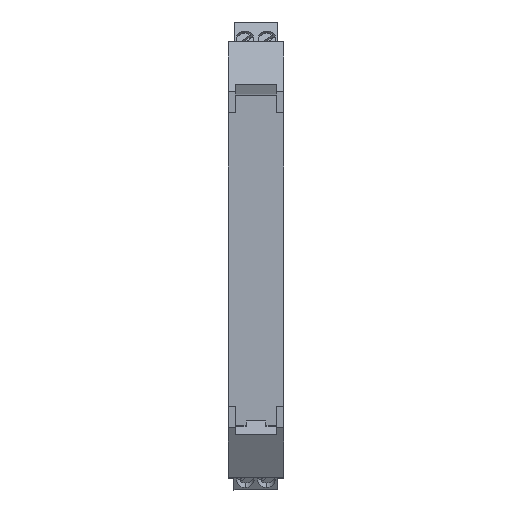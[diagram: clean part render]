
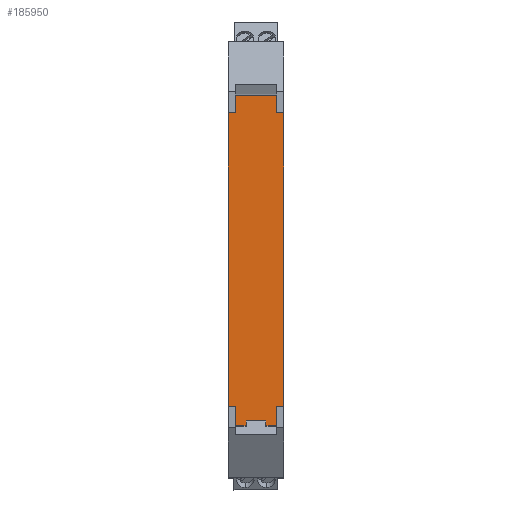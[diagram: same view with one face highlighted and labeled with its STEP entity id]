
A CAD part, top view. The second image highlights one B-rep face of the part: STEP entity #185950.
In plain terms, the highlighted planar face has unit normal (0, 0, 1).
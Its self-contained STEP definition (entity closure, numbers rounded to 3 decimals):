
#102100=CARTESIAN_POINT('',(12.6,16.18,
113.7));
#102110=VERTEX_POINT('',#102100);
#102510=CARTESIAN_POINT('',(12.6,82.826,
113.7));
#102520=VERTEX_POINT('',#102510);
#181370=CARTESIAN_POINT('',(11.,11.813,
113.7));
#181380=VERTEX_POINT('',#181370);
#184080=CARTESIAN_POINT('',(0.,49.5,
113.7));
#184090=DIRECTION('',(0.,1.,0.));
#184100=VECTOR('',#184090,1.);
#184110=LINE('',#184080,#184100);
#184120=CARTESIAN_POINT('',(0.,16.18,
113.7));
#184130=VERTEX_POINT('',#184120);
#184140=CARTESIAN_POINT('',(0.,82.826,
113.7));
#184150=VERTEX_POINT('',#184140);
#184160=EDGE_CURVE('',#184130,#184150,#184110,.T.);
#184790=CARTESIAN_POINT('',(12.6,11.3,
113.7));
#184800=DIRECTION('',(0.,0.,-1.));
#184810=DIRECTION('',(0.,-1.,0.));
#184820=AXIS2_PLACEMENT_3D('',#184790,#184800,#184810);
#184830=PLANE('',#184820);
#184840=CARTESIAN_POINT('',(8.55,49.5,
113.7));
#184850=DIRECTION('',(0.,-1.,0.));
#184860=VECTOR('',#184850,1.);
#184870=LINE('',#184840,#184860);
#184880=CARTESIAN_POINT('',(8.55,12.858,
113.7));
#184890=VERTEX_POINT('',#184880);
#184900=CARTESIAN_POINT('',(8.55,11.813,
113.7));
#184910=VERTEX_POINT('',#184900);
#184920=EDGE_CURVE('',#184890,#184910,#184870,.T.);
#184930=ORIENTED_EDGE('',*,*,#184920,.T.);
#184940=CARTESIAN_POINT('',(8.8,12.858,
113.7));
#184950=DIRECTION('',(-1.,0.,0.));
#184960=VECTOR('',#184950,1.);
#184970=LINE('',#184940,#184960);
#184980=CARTESIAN_POINT('',(4.05,12.858,
113.7));
#184990=VERTEX_POINT('',#184980);
#185000=EDGE_CURVE('',#184890,#184990,#184970,.T.);
#185010=ORIENTED_EDGE('',*,*,#185000,.F.);
#185020=CARTESIAN_POINT('',(4.05,49.5,
113.7));
#185030=DIRECTION('',(0.,1.,0.));
#185040=VECTOR('',#185030,1.);
#185050=LINE('',#185020,#185040);
#185060=CARTESIAN_POINT('',(4.05,11.813,
113.7));
#185070=VERTEX_POINT('',#185060);
#185080=EDGE_CURVE('',#185070,#184990,#185050,.T.);
#185090=ORIENTED_EDGE('',*,*,#185080,.T.);
#185100=CARTESIAN_POINT('',(8.8,11.813,
113.7));
#185110=DIRECTION('',(1.,0.,0.));
#185120=VECTOR('',#185110,1.);
#185130=LINE('',#185100,#185120);
#185140=CARTESIAN_POINT('',(1.6,11.813,
113.7));
#185150=VERTEX_POINT('',#185140);
#185160=EDGE_CURVE('',#185150,#185070,#185130,.T.);
#185170=ORIENTED_EDGE('',*,*,#185160,.T.);
#185180=CARTESIAN_POINT('',(1.6,49.5,
113.7));
#185190=DIRECTION('',(0.,-1.,0.));
#185200=VECTOR('',#185190,1.);
#185210=LINE('',#185180,#185200);
#185220=CARTESIAN_POINT('',(1.6,16.18,
113.7));
#185230=VERTEX_POINT('',#185220);
#185240=EDGE_CURVE('',#185230,#185150,#185210,.T.);
#185250=ORIENTED_EDGE('',*,*,#185240,.T.);
#185260=CARTESIAN_POINT('',(8.8,16.18,
113.7));
#185270=DIRECTION('',(1.,0.,0.));
#185280=VECTOR('',#185270,1.);
#185290=LINE('',#185260,#185280);
#185300=EDGE_CURVE('',#184130,#185230,#185290,.T.);
#185310=ORIENTED_EDGE('',*,*,#185300,.T.);
#185320=ORIENTED_EDGE('',*,*,#184160,.F.);
#185330=CARTESIAN_POINT('',(8.8,82.826,
113.7));
#185340=DIRECTION('',(-1.,0.,0.));
#185350=VECTOR('',#185340,1.);
#185360=LINE('',#185330,#185350);
#185370=CARTESIAN_POINT('',(1.6,82.826,
113.7));
#185380=VERTEX_POINT('',#185370);
#185390=EDGE_CURVE('',#185380,#184150,#185360,.T.);
#185400=ORIENTED_EDGE('',*,*,#185390,.T.);
#185410=CARTESIAN_POINT('',(1.6,49.5,
113.7));
#185420=DIRECTION('',(0.,-1.,0.));
#185430=VECTOR('',#185420,1.);
#185440=LINE('',#185410,#185430);
#185450=CARTESIAN_POINT('',(1.6,86.887,
113.7));
#185460=VERTEX_POINT('',#185450);
#185470=EDGE_CURVE('',#185460,#185380,#185440,.T.);
#185480=ORIENTED_EDGE('',*,*,#185470,.T.);
#185490=CARTESIAN_POINT('',(8.8,86.887,
113.7));
#185500=DIRECTION('',(-1.,0.,0.));
#185510=VECTOR('',#185500,1.);
#185520=LINE('',#185490,#185510);
#185530=CARTESIAN_POINT('',(11.,86.887,
113.7));
#185540=VERTEX_POINT('',#185530);
#185550=EDGE_CURVE('',#185540,#185460,#185520,.T.);
#185560=ORIENTED_EDGE('',*,*,#185550,.T.);
#185570=CARTESIAN_POINT('',(11.,49.5,
113.7));
#185580=DIRECTION('',(0.,1.,0.));
#185590=VECTOR('',#185580,1.);
#185600=LINE('',#185570,#185590);
#185610=CARTESIAN_POINT('',(11.,82.826,
113.7));
#185620=VERTEX_POINT('',#185610);
#185630=EDGE_CURVE('',#185620,#185540,#185600,.T.);
#185640=ORIENTED_EDGE('',*,*,#185630,.T.);
#185650=CARTESIAN_POINT('',(8.8,82.826,
113.7));
#185660=DIRECTION('',(-1.,0.,0.));
#185670=VECTOR('',#185660,1.);
#185680=LINE('',#185650,#185670);
#185690=EDGE_CURVE('',#102520,#185620,#185680,.T.);
#185700=ORIENTED_EDGE('',*,*,#185690,.T.);
#185710=CARTESIAN_POINT('',(12.6,49.5,
113.7));
#185720=DIRECTION('',(0.,-1.,0.));
#185730=VECTOR('',#185720,1.);
#185740=LINE('',#185710,#185730);
#185750=EDGE_CURVE('',#102520,#102110,#185740,.T.);
#185760=ORIENTED_EDGE('',*,*,#185750,.F.);
#185770=CARTESIAN_POINT('',(8.8,16.18,
113.7));
#185780=DIRECTION('',(1.,0.,0.));
#185790=VECTOR('',#185780,1.);
#185800=LINE('',#185770,#185790);
#185810=CARTESIAN_POINT('',(11.,16.18,
113.7));
#185820=VERTEX_POINT('',#185810);
#185830=EDGE_CURVE('',#185820,#102110,#185800,.T.);
#185840=ORIENTED_EDGE('',*,*,#185830,.T.);
#185850=CARTESIAN_POINT('',(11.,49.5,
113.7));
#185860=DIRECTION('',(0.,1.,0.));
#185870=VECTOR('',#185860,1.);
#185880=LINE('',#185850,#185870);
#185890=EDGE_CURVE('',#181380,#185820,#185880,.T.);
#185900=ORIENTED_EDGE('',*,*,#185890,.T.);
#185910=EDGE_CURVE('',#184910,#181380,#185130,.T.);
#185920=ORIENTED_EDGE('',*,*,#185910,.T.);
#185930=EDGE_LOOP('',(#185920,#185900,#185840,#185760,#185700,#185640,
#185560,#185480,#185400,#185320,#185310,#185250,#185170,#185090,#185010,
#184930));
#185940=FACE_OUTER_BOUND('',#185930,.T.);
#185950=ADVANCED_FACE('',(#185940),#184830,.F.);
